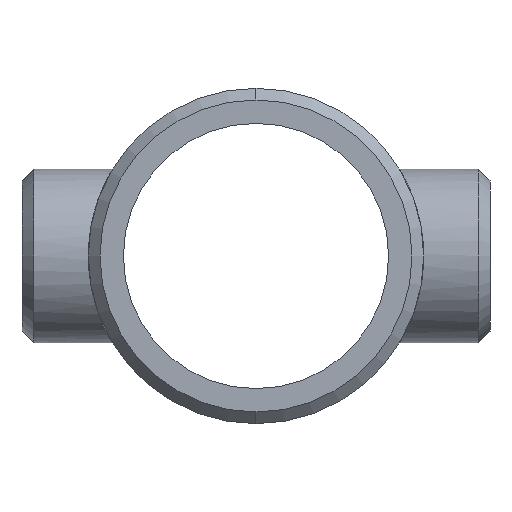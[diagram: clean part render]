
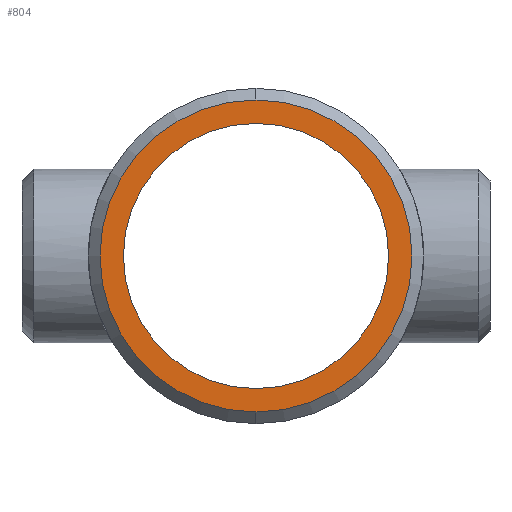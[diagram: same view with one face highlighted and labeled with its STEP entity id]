
A CAD part, left-side view. The second image highlights one B-rep face of the part: STEP entity #804.
In plain terms, the highlighted planar face has unit normal (-1, 0, 0).
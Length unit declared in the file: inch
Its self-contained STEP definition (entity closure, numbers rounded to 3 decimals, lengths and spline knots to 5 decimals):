
#8 = DIRECTION ( 'NONE',  ( -1., 0., 0. ) ) ;
#29 = CARTESIAN_POINT ( 'NONE',  ( -8.5, 0., 5. ) ) ;
#54 = CIRCLE ( 'NONE', #779, 5. ) ;
#57 = AXIS2_PLACEMENT_3D ( 'NONE', #472, #941, #177 ) ;
#102 = CARTESIAN_POINT ( 'NONE',  ( -8.5, 0., -5. ) ) ;
#177 = DIRECTION ( 'NONE',  ( 0., 0., 1. ) ) ;
#188 = CARTESIAN_POINT ( 'NONE',  ( -8.5, 0., 0. ) ) ;
#205 = ORIENTED_EDGE ( 'NONE', *, *, #268, .T. ) ;
#206 = CARTESIAN_POINT ( 'NONE',  ( -8.5, 0., 0. ) ) ;
#213 = DIRECTION ( 'NONE',  ( 0., 0., 1. ) ) ;
#216 = EDGE_CURVE ( 'NONE', #811, #1299, #1180, .T. ) ;
#224 = DIRECTION ( 'NONE',  ( -1., 0., 0. ) ) ;
#268 = EDGE_CURVE ( 'NONE', #1299, #811, #555, .T. ) ;
#271 = DIRECTION ( 'NONE',  ( 1., 0., 0. ) ) ;
#304 = EDGE_LOOP ( 'NONE', ( #954, #905 ) ) ;
#331 = FACE_BOUND ( 'NONE', #800, .T. ) ;
#384 = CIRCLE ( 'NONE', #549, 5. ) ;
#385 = EDGE_CURVE ( 'NONE', #1101, #636, #54, .T. ) ;
#472 = CARTESIAN_POINT ( 'NONE',  ( -8.5, 0., 0. ) ) ;
#519 = DIRECTION ( 'NONE',  ( 0., 0., -1. ) ) ;
#549 = AXIS2_PLACEMENT_3D ( 'NONE', #206, #8, #700 ) ;
#555 = CIRCLE ( 'NONE', #1288, 4.25 ) ;
#636 = VERTEX_POINT ( 'NONE', #29 ) ;
#666 = DIRECTION ( 'NONE',  ( 0., 0., 1. ) ) ;
#700 = DIRECTION ( 'NONE',  ( 0., 0., 1. ) ) ;
#779 = AXIS2_PLACEMENT_3D ( 'NONE', #1095, #983, #213 ) ;
#800 = EDGE_LOOP ( 'NONE', ( #1061, #205 ) ) ;
#804 = ADVANCED_FACE ( 'NONE', ( #990, #331 ), #996, .T. ) ;
#811 = VERTEX_POINT ( 'NONE', #898 ) ;
#814 = CARTESIAN_POINT ( 'NONE',  ( -8.5, 0., 0. ) ) ;
#897 = AXIS2_PLACEMENT_3D ( 'NONE', #814, #224, #519 ) ;
#898 = CARTESIAN_POINT ( 'NONE',  ( -8.5, 0., 4.25 ) ) ;
#905 = ORIENTED_EDGE ( 'NONE', *, *, #1158, .T. ) ;
#941 = DIRECTION ( 'NONE',  ( 1., 0., 0. ) ) ;
#953 = CARTESIAN_POINT ( 'NONE',  ( -8.5, 0., -4.25 ) ) ;
#954 = ORIENTED_EDGE ( 'NONE', *, *, #385, .T. ) ;
#983 = DIRECTION ( 'NONE',  ( -1., 0., 0. ) ) ;
#990 = FACE_OUTER_BOUND ( 'NONE', #304, .T. ) ;
#996 = PLANE ( 'NONE',  #897 ) ;
#1061 = ORIENTED_EDGE ( 'NONE', *, *, #216, .T. ) ;
#1095 = CARTESIAN_POINT ( 'NONE',  ( -8.5, 0., 0. ) ) ;
#1101 = VERTEX_POINT ( 'NONE', #102 ) ;
#1158 = EDGE_CURVE ( 'NONE', #636, #1101, #384, .T. ) ;
#1180 = CIRCLE ( 'NONE', #57, 4.25 ) ;
#1288 = AXIS2_PLACEMENT_3D ( 'NONE', #188, #271, #666 ) ;
#1299 = VERTEX_POINT ( 'NONE', #953 ) ;
